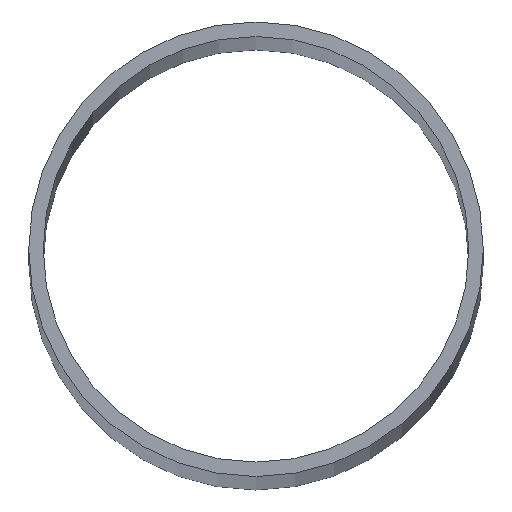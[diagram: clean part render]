
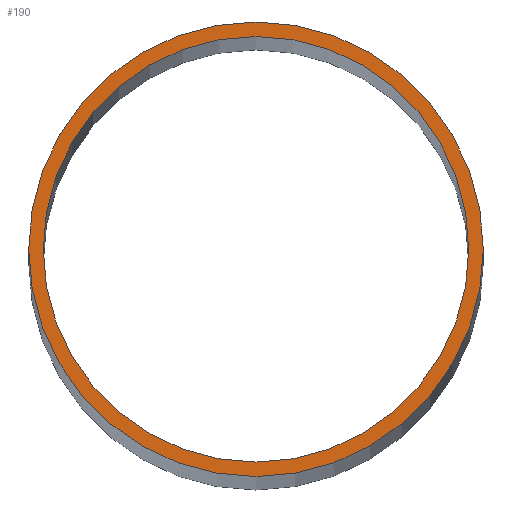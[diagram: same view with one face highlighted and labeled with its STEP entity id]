
A CAD part, top view. The second image highlights one B-rep face of the part: STEP entity #190.
In plain terms, the highlighted planar face has unit normal (0, 0, 1).
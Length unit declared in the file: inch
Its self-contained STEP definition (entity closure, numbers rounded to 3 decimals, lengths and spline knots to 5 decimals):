
#16 = DIRECTION ( 'NONE',  ( 0., 0., 1. ) ) ;
#24 = AXIS2_PLACEMENT_3D ( 'NONE', #105, #223, #201 ) ;
#32 = FACE_BOUND ( 'NONE', #75, .T. ) ;
#34 = DIRECTION ( 'NONE',  ( 0., 0., 1. ) ) ;
#38 = AXIS2_PLACEMENT_3D ( 'NONE', #185, #126, #124 ) ;
#43 = VERTEX_POINT ( 'NONE', #234 ) ;
#44 = CARTESIAN_POINT ( 'NONE',  ( -5.969, 0., 216. ) ) ;
#50 = CIRCLE ( 'NONE', #222, 5.969 ) ;
#54 = VERTEX_POINT ( 'NONE', #139 ) ;
#58 = DIRECTION ( 'NONE',  ( 1., 0., 0. ) ) ;
#73 = VERTEX_POINT ( 'NONE', #44 ) ;
#75 = EDGE_LOOP ( 'NONE', ( #94, #232 ) ) ;
#77 = EDGE_CURVE ( 'NONE', #73, #54, #50, .T. ) ;
#90 = ORIENTED_EDGE ( 'NONE', *, *, #167, .T. ) ;
#94 = ORIENTED_EDGE ( 'NONE', *, *, #77, .F. ) ;
#95 = DIRECTION ( 'NONE',  ( 1., 0., 0. ) ) ;
#97 = DIRECTION ( 'NONE',  ( 0., 0., 1. ) ) ;
#101 = AXIS2_PLACEMENT_3D ( 'NONE', #104, #34, #112 ) ;
#104 = CARTESIAN_POINT ( 'NONE',  ( 0., 0., 216. ) ) ;
#105 = CARTESIAN_POINT ( 'NONE',  ( 0., 0., 216. ) ) ;
#110 = PLANE ( 'NONE',  #101 ) ;
#112 = DIRECTION ( 'NONE',  ( 1., 0., 0. ) ) ;
#124 = DIRECTION ( 'NONE',  ( 1., 0., 0. ) ) ;
#125 = CIRCLE ( 'NONE', #38, 6.375 ) ;
#126 = DIRECTION ( 'NONE',  ( 0., 0., 1. ) ) ;
#136 = ORIENTED_EDGE ( 'NONE', *, *, #173, .T. ) ;
#139 = CARTESIAN_POINT ( 'NONE',  ( 5.969, 0., 216. ) ) ;
#140 = VERTEX_POINT ( 'NONE', #213 ) ;
#141 = EDGE_CURVE ( 'NONE', #54, #73, #157, .T. ) ;
#155 = CARTESIAN_POINT ( 'NONE',  ( 0., 0., 216. ) ) ;
#157 = CIRCLE ( 'NONE', #204, 5.969 ) ;
#167 = EDGE_CURVE ( 'NONE', #43, #140, #229, .T. ) ;
#172 = EDGE_LOOP ( 'NONE', ( #90, #136 ) ) ;
#173 = EDGE_CURVE ( 'NONE', #140, #43, #125, .T. ) ;
#185 = CARTESIAN_POINT ( 'NONE',  ( 0., 0., 216. ) ) ;
#190 = ADVANCED_FACE ( 'NONE', ( #209, #32 ), #110, .T. ) ;
#201 = DIRECTION ( 'NONE',  ( 1., 0., 0. ) ) ;
#204 = AXIS2_PLACEMENT_3D ( 'NONE', #155, #16, #95 ) ;
#209 = FACE_OUTER_BOUND ( 'NONE', #172, .T. ) ;
#213 = CARTESIAN_POINT ( 'NONE',  ( 6.375, 0., 216. ) ) ;
#218 = CARTESIAN_POINT ( 'NONE',  ( 0., 0., 216. ) ) ;
#222 = AXIS2_PLACEMENT_3D ( 'NONE', #218, #97, #58 ) ;
#223 = DIRECTION ( 'NONE',  ( 0., 0., 1. ) ) ;
#229 = CIRCLE ( 'NONE', #24, 6.375 ) ;
#232 = ORIENTED_EDGE ( 'NONE', *, *, #141, .F. ) ;
#234 = CARTESIAN_POINT ( 'NONE',  ( -6.375, 0., 216. ) ) ;
